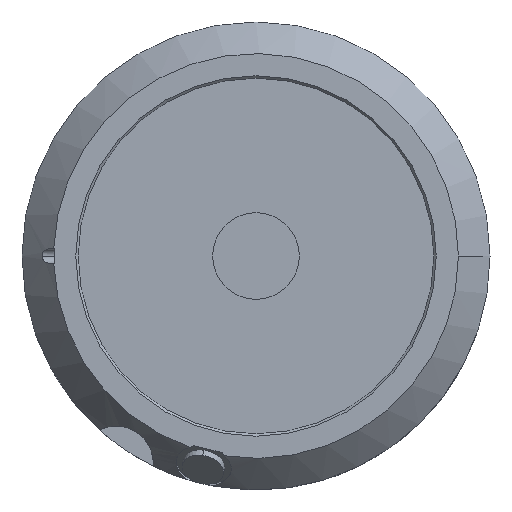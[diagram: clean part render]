
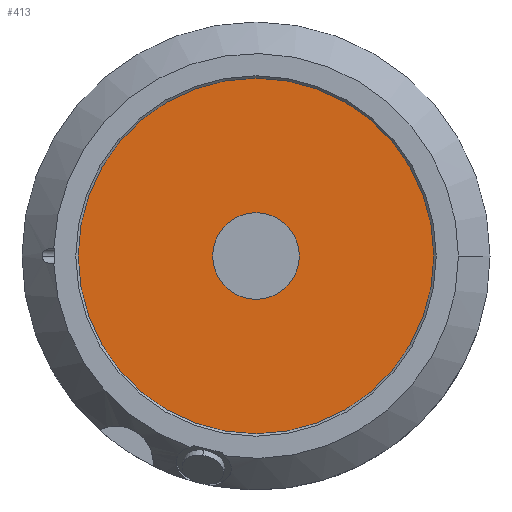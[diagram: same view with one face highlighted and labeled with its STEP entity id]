
A CAD part, left-side view. The second image highlights one B-rep face of the part: STEP entity #413.
In plain terms, the highlighted planar face has unit normal (-1, 0, 0).
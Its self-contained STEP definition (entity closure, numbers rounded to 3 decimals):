
#133 = AXIS2_PLACEMENT_3D ( 'NONE', #3459, #2251, #3144 ) ;
#303 = CIRCLE ( 'NONE', #1660, 76. ) ;
#413 = ADVANCED_FACE ( 'NONE', ( #2170, #4126 ), #3485, .T. ) ;
#430 = EDGE_CURVE ( 'NONE', #3298, #481, #303, .T. ) ;
#434 = AXIS2_PLACEMENT_3D ( 'NONE', #2790, #1816, #3130 ) ;
#438 = EDGE_CURVE ( 'NONE', #2324, #885, #2260, .T. ) ;
#481 = VERTEX_POINT ( 'NONE', #1497 ) ;
#513 = DIRECTION ( 'NONE',  ( 0., -1., 0. ) ) ;
#586 = ORIENTED_EDGE ( 'NONE', *, *, #4117, .F. ) ;
#689 = DIRECTION ( 'NONE',  ( -1., 0., 0. ) ) ;
#792 = ORIENTED_EDGE ( 'NONE', *, *, #438, .F. ) ;
#885 = VERTEX_POINT ( 'NONE', #2718 ) ;
#941 = ORIENTED_EDGE ( 'NONE', *, *, #1553, .T. ) ;
#976 = AXIS2_PLACEMENT_3D ( 'NONE', #3174, #4105, #2216 ) ;
#1156 = CARTESIAN_POINT ( 'NONE',  ( 2077.5, 0., 2260. ) ) ;
#1261 = CARTESIAN_POINT ( 'NONE',  ( 2077.5, 0., 2260. ) ) ;
#1262 = ORIENTED_EDGE ( 'NONE', *, *, #430, .T. ) ;
#1497 = CARTESIAN_POINT ( 'NONE',  ( 2077.5, 76., 2260. ) ) ;
#1553 = EDGE_CURVE ( 'NONE', #481, #3298, #3148, .T. ) ;
#1649 = DIRECTION ( 'NONE',  ( 0., -1., 0. ) ) ;
#1660 = AXIS2_PLACEMENT_3D ( 'NONE', #1156, #4059, #513 ) ;
#1816 = DIRECTION ( 'NONE',  ( -1., 0., 0. ) ) ;
#2170 = FACE_OUTER_BOUND ( 'NONE', #2768, .T. ) ;
#2216 = DIRECTION ( 'NONE',  ( 0., -1., 0. ) ) ;
#2251 = DIRECTION ( 'NONE',  ( -1., 0., 0. ) ) ;
#2259 = CARTESIAN_POINT ( 'NONE',  ( 2077.5, -76., 2260. ) ) ;
#2260 = CIRCLE ( 'NONE', #434, 18.5 ) ;
#2324 = VERTEX_POINT ( 'NONE', #3003 ) ;
#2496 = EDGE_LOOP ( 'NONE', ( #586, #792 ) ) ;
#2718 = CARTESIAN_POINT ( 'NONE',  ( 2077.5, 18.5, 2260. ) ) ;
#2759 = CIRCLE ( 'NONE', #133, 18.5 ) ;
#2768 = EDGE_LOOP ( 'NONE', ( #941, #1262 ) ) ;
#2790 = CARTESIAN_POINT ( 'NONE',  ( 2077.5, 0., 2260. ) ) ;
#3003 = CARTESIAN_POINT ( 'NONE',  ( 2077.5, -18.5, 2260. ) ) ;
#3130 = DIRECTION ( 'NONE',  ( 0., -1., 0. ) ) ;
#3144 = DIRECTION ( 'NONE',  ( 0., -1., 0. ) ) ;
#3148 = CIRCLE ( 'NONE', #3672, 76. ) ;
#3174 = CARTESIAN_POINT ( 'NONE',  ( 2077.5, 0., 2295. ) ) ;
#3298 = VERTEX_POINT ( 'NONE', #2259 ) ;
#3459 = CARTESIAN_POINT ( 'NONE',  ( 2077.5, 0., 2260. ) ) ;
#3485 = PLANE ( 'NONE',  #976 ) ;
#3672 = AXIS2_PLACEMENT_3D ( 'NONE', #1261, #689, #1649 ) ;
#4059 = DIRECTION ( 'NONE',  ( -1., 0., 0. ) ) ;
#4105 = DIRECTION ( 'NONE',  ( -1., 0., 0. ) ) ;
#4117 = EDGE_CURVE ( 'NONE', #885, #2324, #2759, .T. ) ;
#4126 = FACE_BOUND ( 'NONE', #2496, .T. ) ;
